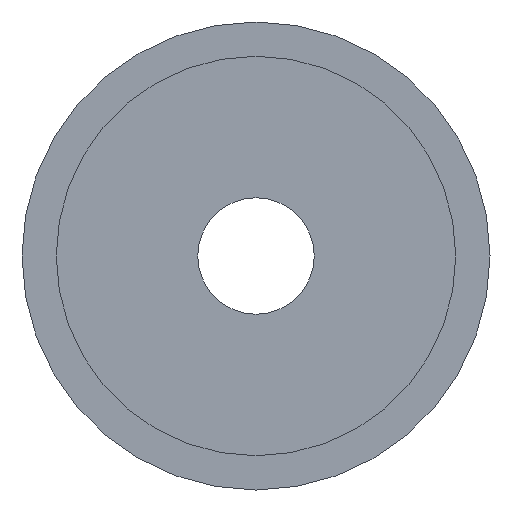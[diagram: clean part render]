
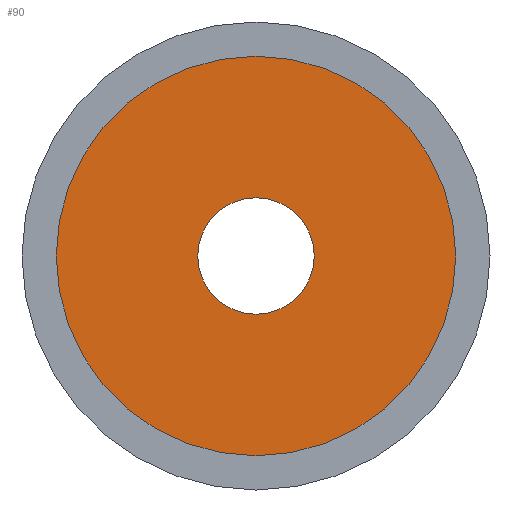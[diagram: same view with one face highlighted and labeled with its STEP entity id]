
A CAD part, left-side view. The second image highlights one B-rep face of the part: STEP entity #90.
In plain terms, the highlighted planar face has unit normal (-1, 0, 0).
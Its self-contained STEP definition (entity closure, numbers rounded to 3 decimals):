
#25 = DIRECTION ( 'NONE',  ( 1., 0., 0. ) ) ;
#27 = CARTESIAN_POINT ( 'NONE',  ( 0., -17.5, 0. ) ) ;
#28 = CARTESIAN_POINT ( 'NONE',  ( 0., 0., 0. ) ) ;
#32 = VERTEX_POINT ( 'NONE', #371 ) ;
#38 = EDGE_CURVE ( 'NONE', #32, #333, #113, .T. ) ;
#55 = FACE_OUTER_BOUND ( 'NONE', #308, .T. ) ;
#62 = EDGE_LOOP ( 'NONE', ( #72, #418 ) ) ;
#72 = ORIENTED_EDGE ( 'NONE', *, *, #228, .T. ) ;
#85 = AXIS2_PLACEMENT_3D ( 'NONE', #120, #244, #471 ) ;
#90 = ADVANCED_FACE ( 'NONE', ( #256, #55 ), #307, .T. ) ;
#113 = CIRCLE ( 'NONE', #400, 5.1 ) ;
#117 = ORIENTED_EDGE ( 'NONE', *, *, #152, .F. ) ;
#120 = CARTESIAN_POINT ( 'NONE',  ( 0., 0., 0. ) ) ;
#129 = CIRCLE ( 'NONE', #464, 17.5 ) ;
#152 = EDGE_CURVE ( 'NONE', #220, #181, #129, .T. ) ;
#160 = EDGE_CURVE ( 'NONE', #181, #220, #247, .T. ) ;
#181 = VERTEX_POINT ( 'NONE', #338 ) ;
#186 = CARTESIAN_POINT ( 'NONE',  ( 0., 17.5, 0. ) ) ;
#188 = DIRECTION ( 'NONE',  ( 0., -1., 0. ) ) ;
#219 = DIRECTION ( 'NONE',  ( 1., 0., 0. ) ) ;
#220 = VERTEX_POINT ( 'NONE', #27 ) ;
#228 = EDGE_CURVE ( 'NONE', #333, #32, #251, .T. ) ;
#239 = CARTESIAN_POINT ( 'NONE',  ( 0., 0., 0. ) ) ;
#244 = DIRECTION ( 'NONE',  ( 1., 0., 0. ) ) ;
#247 = CIRCLE ( 'NONE', #268, 17.5 ) ;
#251 = CIRCLE ( 'NONE', #85, 5.1 ) ;
#256 = FACE_BOUND ( 'NONE', #62, .T. ) ;
#260 = CARTESIAN_POINT ( 'NONE',  ( 0., 0., 0. ) ) ;
#268 = AXIS2_PLACEMENT_3D ( 'NONE', #260, #219, #416 ) ;
#294 = DIRECTION ( 'NONE',  ( 0., 1., 0. ) ) ;
#307 = PLANE ( 'NONE',  #490 ) ;
#308 = EDGE_LOOP ( 'NONE', ( #351, #117 ) ) ;
#333 = VERTEX_POINT ( 'NONE', #356 ) ;
#338 = CARTESIAN_POINT ( 'NONE',  ( 0., 17.5, 0. ) ) ;
#351 = ORIENTED_EDGE ( 'NONE', *, *, #160, .F. ) ;
#356 = CARTESIAN_POINT ( 'NONE',  ( 0., 5.1, 0. ) ) ;
#371 = CARTESIAN_POINT ( 'NONE',  ( 0., -5.1, 0. ) ) ;
#396 = DIRECTION ( 'NONE',  ( 1., 0., 0. ) ) ;
#400 = AXIS2_PLACEMENT_3D ( 'NONE', #239, #396, #294 ) ;
#416 = DIRECTION ( 'NONE',  ( 0., 1., 0. ) ) ;
#418 = ORIENTED_EDGE ( 'NONE', *, *, #38, .T. ) ;
#462 = DIRECTION ( 'NONE',  ( 0., 1., 0. ) ) ;
#464 = AXIS2_PLACEMENT_3D ( 'NONE', #28, #25, #462 ) ;
#471 = DIRECTION ( 'NONE',  ( 0., 1., 0. ) ) ;
#490 = AXIS2_PLACEMENT_3D ( 'NONE', #186, #509, #188 ) ;
#509 = DIRECTION ( 'NONE',  ( -1., 0., 0. ) ) ;
